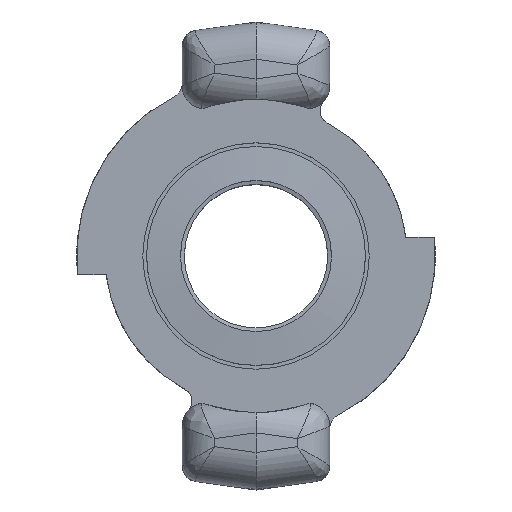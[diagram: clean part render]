
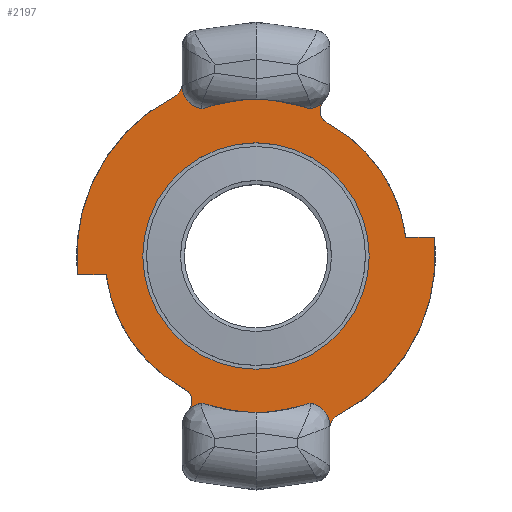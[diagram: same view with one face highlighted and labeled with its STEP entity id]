
A CAD part, top view. The second image highlights one B-rep face of the part: STEP entity #2197.
In plain terms, the highlighted planar face has unit normal (0, 0, 1).
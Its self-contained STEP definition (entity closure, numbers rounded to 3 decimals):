
#154=FACE_BOUND('',#403,.T.);
#162=PLANE('',#2391);
#276=FACE_OUTER_BOUND('',#402,.T.);
#402=EDGE_LOOP('',(#1576,#1577,#1578,#1579,#1580,#1581,#1582,#1583,#1584,
#1585,#1586,#1587,#1588,#1589,#1590,#1591,#1592,#1593));
#403=EDGE_LOOP('',(#1594,#1595));
#534=LINE('',#4217,#650);
#535=LINE('',#4221,#651);
#536=LINE('',#4226,#652);
#537=LINE('',#4232,#653);
#538=LINE('',#4236,#654);
#539=LINE('',#4241,#655);
#650=VECTOR('',#2768,10.);
#651=VECTOR('',#2771,10.);
#652=VECTOR('',#2776,10.);
#653=VECTOR('',#2781,10.);
#654=VECTOR('',#2784,10.);
#655=VECTOR('',#2789,10.);
#746=CIRCLE('',#2332,20.);
#748=CIRCLE('',#2334,20.);
#770=CIRCLE('',#2392,25.5);
#771=CIRCLE('',#2393,2.);
#772=CIRCLE('',#2394,23.75);
#773=CIRCLE('',#2395,1.835);
#774=CIRCLE('',#2396,3.);
#775=CIRCLE('',#2397,25.5);
#776=CIRCLE('',#2398,2.);
#777=CIRCLE('',#2399,23.75);
#778=CIRCLE('',#2400,1.835);
#779=CIRCLE('',#2401,3.);
#780=CIRCLE('',#2402,15.);
#781=CIRCLE('',#2403,15.);
#868=VERTEX_POINT('',#3520);
#869=VERTEX_POINT('',#3522);
#872=VERTEX_POINT('',#3546);
#873=VERTEX_POINT('',#3548);
#948=VERTEX_POINT('',#4215);
#949=VERTEX_POINT('',#4216);
#950=VERTEX_POINT('',#4218);
#951=VERTEX_POINT('',#4220);
#952=VERTEX_POINT('',#4222);
#953=VERTEX_POINT('',#4224);
#954=VERTEX_POINT('',#4227);
#955=VERTEX_POINT('',#4229);
#956=VERTEX_POINT('',#4231);
#957=VERTEX_POINT('',#4233);
#958=VERTEX_POINT('',#4235);
#959=VERTEX_POINT('',#4237);
#960=VERTEX_POINT('',#4239);
#961=VERTEX_POINT('',#4242);
#962=VERTEX_POINT('',#4245);
#963=VERTEX_POINT('',#4246);
#1084=EDGE_CURVE('',#868,#869,#746,.T.);
#1089=EDGE_CURVE('',#872,#873,#748,.T.);
#1187=EDGE_CURVE('',#948,#949,#534,.T.);
#1188=EDGE_CURVE('',#948,#950,#770,.T.);
#1189=EDGE_CURVE('',#951,#950,#535,.T.);
#1190=EDGE_CURVE('',#952,#951,#771,.T.);
#1191=EDGE_CURVE('',#953,#952,#772,.T.);
#1192=EDGE_CURVE('',#869,#953,#536,.T.);
#1193=EDGE_CURVE('',#954,#868,#773,.T.);
#1194=EDGE_CURVE('',#955,#954,#774,.T.);
#1195=EDGE_CURVE('',#956,#955,#537,.T.);
#1196=EDGE_CURVE('',#956,#957,#775,.T.);
#1197=EDGE_CURVE('',#958,#957,#538,.T.);
#1198=EDGE_CURVE('',#959,#958,#776,.T.);
#1199=EDGE_CURVE('',#960,#959,#777,.T.);
#1200=EDGE_CURVE('',#873,#960,#539,.T.);
#1201=EDGE_CURVE('',#961,#872,#778,.T.);
#1202=EDGE_CURVE('',#949,#961,#779,.T.);
#1203=EDGE_CURVE('',#962,#963,#780,.T.);
#1204=EDGE_CURVE('',#963,#962,#781,.T.);
#1576=ORIENTED_EDGE('',*,*,#1187,.F.);
#1577=ORIENTED_EDGE('',*,*,#1188,.T.);
#1578=ORIENTED_EDGE('',*,*,#1189,.F.);
#1579=ORIENTED_EDGE('',*,*,#1190,.F.);
#1580=ORIENTED_EDGE('',*,*,#1191,.F.);
#1581=ORIENTED_EDGE('',*,*,#1192,.F.);
#1582=ORIENTED_EDGE('',*,*,#1084,.F.);
#1583=ORIENTED_EDGE('',*,*,#1193,.F.);
#1584=ORIENTED_EDGE('',*,*,#1194,.F.);
#1585=ORIENTED_EDGE('',*,*,#1195,.F.);
#1586=ORIENTED_EDGE('',*,*,#1196,.T.);
#1587=ORIENTED_EDGE('',*,*,#1197,.F.);
#1588=ORIENTED_EDGE('',*,*,#1198,.F.);
#1589=ORIENTED_EDGE('',*,*,#1199,.F.);
#1590=ORIENTED_EDGE('',*,*,#1200,.F.);
#1591=ORIENTED_EDGE('',*,*,#1089,.F.);
#1592=ORIENTED_EDGE('',*,*,#1201,.F.);
#1593=ORIENTED_EDGE('',*,*,#1202,.F.);
#1594=ORIENTED_EDGE('',*,*,#1203,.F.);
#1595=ORIENTED_EDGE('',*,*,#1204,.F.);
#2197=ADVANCED_FACE('',(#276,#154),#162,.F.);
#2332=AXIS2_PLACEMENT_3D('',#3523,#2619,#2620);
#2334=AXIS2_PLACEMENT_3D('',#3549,#2625,#2626);
#2391=AXIS2_PLACEMENT_3D('',#4214,#2766,#2767);
#2392=AXIS2_PLACEMENT_3D('',#4219,#2769,#2770);
#2393=AXIS2_PLACEMENT_3D('',#4223,#2772,#2773);
#2394=AXIS2_PLACEMENT_3D('',#4225,#2774,#2775);
#2395=AXIS2_PLACEMENT_3D('',#4228,#2777,#2778);
#2396=AXIS2_PLACEMENT_3D('',#4230,#2779,#2780);
#2397=AXIS2_PLACEMENT_3D('',#4234,#2782,#2783);
#2398=AXIS2_PLACEMENT_3D('',#4238,#2785,#2786);
#2399=AXIS2_PLACEMENT_3D('',#4240,#2787,#2788);
#2400=AXIS2_PLACEMENT_3D('',#4243,#2790,#2791);
#2401=AXIS2_PLACEMENT_3D('',#4244,#2792,#2793);
#2402=AXIS2_PLACEMENT_3D('',#4247,#2794,#2795);
#2403=AXIS2_PLACEMENT_3D('',#4248,#2796,#2797);
#2619=DIRECTION('center_axis',(0.,0.,-1.));
#2620=DIRECTION('ref_axis',(0.,1.,0.));
#2625=DIRECTION('center_axis',(0.,0.,-1.));
#2626=DIRECTION('ref_axis',(0.,1.,0.));
#2766=DIRECTION('center_axis',(0.,0.,-1.));
#2767=DIRECTION('ref_axis',(-1.,0.,0.));
#2768=DIRECTION('',(0.,-1.,0.));
#2769=DIRECTION('center_axis',(0.,0.,1.));
#2770=DIRECTION('ref_axis',(-1.,0.,0.));
#2771=DIRECTION('',(0.,1.,0.));
#2772=DIRECTION('center_axis',(0.,0.,1.));
#2773=DIRECTION('ref_axis',(0.853,-0.521,0.));
#2774=DIRECTION('center_axis',(0.,0.,-1.));
#2775=DIRECTION('ref_axis',(-0.411,0.912,0.));
#2776=DIRECTION('',(-1.,0.,0.));
#2777=DIRECTION('center_axis',(0.,0.,1.));
#2778=DIRECTION('ref_axis',(0.741,-0.671,0.));
#2779=DIRECTION('center_axis',(0.,0.,-1.));
#2780=DIRECTION('ref_axis',(-0.755,0.656,0.));
#2781=DIRECTION('',(0.,1.,0.));
#2782=DIRECTION('center_axis',(0.,0.,1.));
#2783=DIRECTION('ref_axis',(-1.,0.,0.));
#2784=DIRECTION('',(0.,-1.,0.));
#2785=DIRECTION('center_axis',(0.,0.,1.));
#2786=DIRECTION('ref_axis',(-0.853,0.521,0.));
#2787=DIRECTION('center_axis',(0.,0.,-1.));
#2788=DIRECTION('ref_axis',(0.411,-0.912,0.));
#2789=DIRECTION('',(1.,0.,0.));
#2790=DIRECTION('center_axis',(0.,0.,1.));
#2791=DIRECTION('ref_axis',(-0.741,0.671,0.));
#2792=DIRECTION('center_axis',(0.,0.,-1.));
#2793=DIRECTION('ref_axis',(0.755,-0.656,0.));
#2794=DIRECTION('center_axis',(0.,0.,1.));
#2795=DIRECTION('ref_axis',(-1.,0.,0.));
#2796=DIRECTION('center_axis',(0.,0.,1.));
#2797=DIRECTION('ref_axis',(-1.,0.,0.));
#3520=CARTESIAN_POINT('',(-9.466,-17.618,-5.114));
#3522=CARTESIAN_POINT('',(-19.843,-2.5,-5.114));
#3523=CARTESIAN_POINT('Origin',(0.,0.,-5.114));
#3546=CARTESIAN_POINT('',(9.466,17.618,-5.114));
#3548=CARTESIAN_POINT('',(19.843,2.5,-5.114));
#3549=CARTESIAN_POINT('Origin',(0.,0.,-5.114));
#4214=CARTESIAN_POINT('Origin',(-20.25,0.,-5.114));
#4215=CARTESIAN_POINT('',(9.75,23.562,-5.114));
#4216=CARTESIAN_POINT('',(9.75,22.478,-5.114));
#4217=CARTESIAN_POINT('',(9.75,15.5,-5.114));
#4218=CARTESIAN_POINT('',(-9.75,23.562,-5.114));
#4219=CARTESIAN_POINT('Origin',(0.,0.,-5.114));
#4220=CARTESIAN_POINT('',(-9.75,22.913,-5.114));
#4221=CARTESIAN_POINT('',(-9.75,-15.5,-5.114));
#4222=CARTESIAN_POINT('',(-10.837,21.133,-5.114));
#4223=CARTESIAN_POINT('Origin',(-11.75,22.913,-5.114));
#4224=CARTESIAN_POINT('',(-23.618,-2.5,-5.114));
#4225=CARTESIAN_POINT('Origin',(0.,0.,-5.114));
#4226=CARTESIAN_POINT('',(-10.125,-2.5,-5.114));
#4227=CARTESIAN_POINT('',(-8.974,-20.465,-5.114));
#4228=CARTESIAN_POINT('Origin',(-10.335,-19.234,-5.114));
#4229=CARTESIAN_POINT('',(-9.75,-22.478,-5.114));
#4230=CARTESIAN_POINT('Origin',(-6.75,-22.478,-5.114));
#4231=CARTESIAN_POINT('',(-9.75,-23.562,-5.114));
#4232=CARTESIAN_POINT('',(-9.75,-15.5,-5.114));
#4233=CARTESIAN_POINT('',(9.75,-23.562,-5.114));
#4234=CARTESIAN_POINT('Origin',(0.,0.,-5.114));
#4235=CARTESIAN_POINT('',(9.75,-22.913,-5.114));
#4236=CARTESIAN_POINT('',(9.75,15.5,-5.114));
#4237=CARTESIAN_POINT('',(10.837,-21.133,-5.114));
#4238=CARTESIAN_POINT('Origin',(11.75,-22.913,-5.114));
#4239=CARTESIAN_POINT('',(23.618,2.5,-5.114));
#4240=CARTESIAN_POINT('Origin',(0.,0.,-5.114));
#4241=CARTESIAN_POINT('',(-10.125,2.5,-5.114));
#4242=CARTESIAN_POINT('',(8.974,20.465,-5.114));
#4243=CARTESIAN_POINT('Origin',(10.335,19.234,-5.114));
#4244=CARTESIAN_POINT('Origin',(6.75,22.478,-5.114));
#4245=CARTESIAN_POINT('',(-15.,0.,-5.114));
#4246=CARTESIAN_POINT('',(15.,0.,-5.114));
#4247=CARTESIAN_POINT('Origin',(0.,0.,-5.114));
#4248=CARTESIAN_POINT('Origin',(0.,0.,-5.114));
